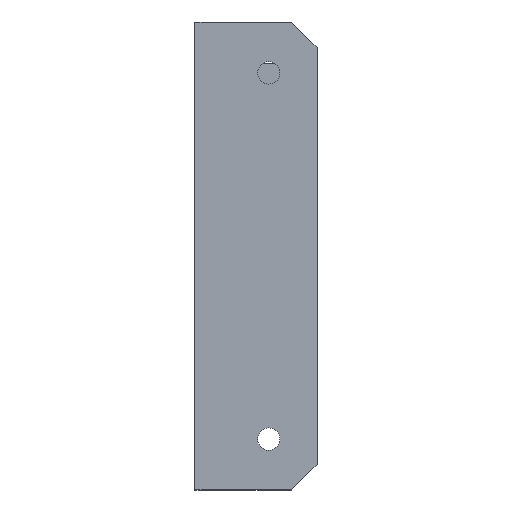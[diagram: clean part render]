
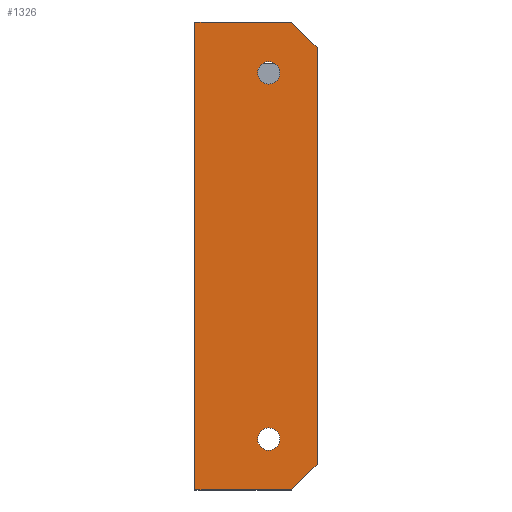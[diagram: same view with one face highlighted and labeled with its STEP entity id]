
A CAD part, top view. The second image highlights one B-rep face of the part: STEP entity #1326.
In plain terms, the highlighted planar face has unit normal (0, 0, 1).
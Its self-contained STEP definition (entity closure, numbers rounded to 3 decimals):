
#34=FACE_BOUND('',#210,.T.);
#35=FACE_BOUND('',#211,.T.);
#50=CIRCLE('',#1393,2.2);
#51=CIRCLE('',#1395,2.2);
#132=FACE_OUTER_BOUND('',#209,.T.);
#209=EDGE_LOOP('',(#1098,#1099,#1100,#1101,#1102,#1103));
#210=EDGE_LOOP('',(#1104));
#211=EDGE_LOOP('',(#1105));
#301=LINE('',#1952,#456);
#309=LINE('',#1970,#464);
#318=LINE('',#1983,#473);
#343=LINE('',#2039,#498);
#373=LINE('',#2130,#528);
#374=LINE('',#2131,#529);
#456=VECTOR('',#1575,10.);
#464=VECTOR('',#1589,10.);
#473=VECTOR('',#1600,10.);
#498=VECTOR('',#1661,10.);
#528=VECTOR('',#1745,10.);
#529=VECTOR('',#1746,10.);
#593=VERTEX_POINT('',#1950);
#594=VERTEX_POINT('',#1951);
#601=VERTEX_POINT('',#1969);
#604=VERTEX_POINT('',#1982);
#612=VERTEX_POINT('',#2012);
#613=VERTEX_POINT('',#2016);
#617=VERTEX_POINT('',#2038);
#651=VERTEX_POINT('',#2129);
#728=EDGE_CURVE('',#593,#594,#301,.T.);
#737=EDGE_CURVE('',#594,#601,#309,.T.);
#746=EDGE_CURVE('',#601,#604,#318,.T.);
#762=EDGE_CURVE('',#612,#612,#50,.T.);
#764=EDGE_CURVE('',#613,#613,#51,.T.);
#773=EDGE_CURVE('',#604,#617,#343,.T.);
#816=EDGE_CURVE('',#593,#651,#373,.T.);
#817=EDGE_CURVE('',#651,#617,#374,.T.);
#1098=ORIENTED_EDGE('',*,*,#728,.F.);
#1099=ORIENTED_EDGE('',*,*,#816,.T.);
#1100=ORIENTED_EDGE('',*,*,#817,.T.);
#1101=ORIENTED_EDGE('',*,*,#773,.F.);
#1102=ORIENTED_EDGE('',*,*,#746,.F.);
#1103=ORIENTED_EDGE('',*,*,#737,.F.);
#1104=ORIENTED_EDGE('',*,*,#762,.T.);
#1105=ORIENTED_EDGE('',*,*,#764,.T.);
#1260=PLANE('',#1430);
#1326=ADVANCED_FACE('',(#132,#34,#35),#1260,.T.);
#1393=AXIS2_PLACEMENT_3D('',#2014,#1630,#1631);
#1395=AXIS2_PLACEMENT_3D('',#2018,#1635,#1636);
#1430=AXIS2_PLACEMENT_3D('',#2128,#1743,#1744);
#1575=DIRECTION('',(0.707,-0.707,0.));
#1589=DIRECTION('',(0.,-1.,0.));
#1600=DIRECTION('',(-0.707,-0.707,0.));
#1630=DIRECTION('center_axis',(0.,0.,-1.));
#1631=DIRECTION('ref_axis',(1.,0.,0.));
#1635=DIRECTION('center_axis',(0.,0.,-1.));
#1636=DIRECTION('ref_axis',(1.,0.,0.));
#1661=DIRECTION('',(-1.,0.,0.));
#1743=DIRECTION('center_axis',(0.,0.,1.));
#1744=DIRECTION('ref_axis',(0.,1.,0.));
#1745=DIRECTION('',(-1.,0.,0.));
#1746=DIRECTION('',(0.,-1.,0.));
#1950=CARTESIAN_POINT('',(321.,245.,-235.));
#1951=CARTESIAN_POINT('',(326.,240.,-235.));
#1952=CARTESIAN_POINT('',(341.375,224.625,-235.));
#1969=CARTESIAN_POINT('',(326.,158.,-235.));
#1970=CARTESIAN_POINT('',(326.,245.,-235.));
#1982=CARTESIAN_POINT('',(321.,153.,-235.));
#1983=CARTESIAN_POINT('',(318.375,150.375,-235.));
#2012=CARTESIAN_POINT('',(314.3,163.,-235.));
#2014=CARTESIAN_POINT('Origin',(316.5,163.,-235.));
#2016=CARTESIAN_POINT('',(314.3,235.,-235.));
#2018=CARTESIAN_POINT('Origin',(316.5,235.,-235.));
#2038=CARTESIAN_POINT('',(302.,153.,-235.));
#2039=CARTESIAN_POINT('',(305.5,153.,-235.));
#2128=CARTESIAN_POINT('Origin',(305.5,153.,-235.));
#2129=CARTESIAN_POINT('',(302.,245.,-235.));
#2130=CARTESIAN_POINT('',(305.5,245.,-235.));
#2131=CARTESIAN_POINT('',(302.,176.,-235.));
